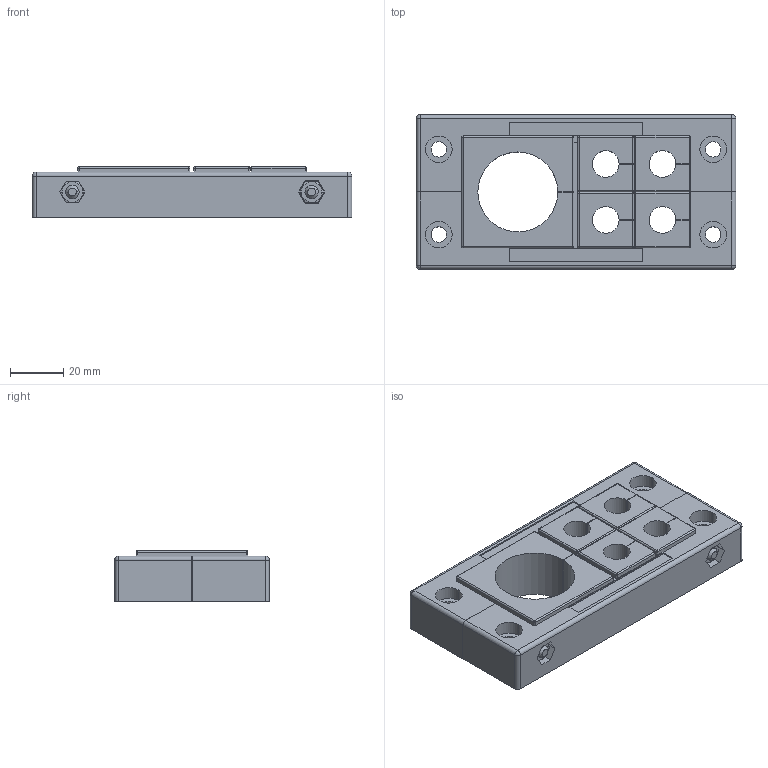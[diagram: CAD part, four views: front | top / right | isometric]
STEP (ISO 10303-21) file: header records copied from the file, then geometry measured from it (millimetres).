
FILE_DESCRIPTION(('STEP AP242'),'1');
FILE_NAME('42165.stp','2020-06-03T12:30:53',('TraceParts'),('TraceParts S.A.'),'Spatial InterOp 3D',' ',' ');
FILE_SCHEMA(('AP242_MANAGED_MODEL_BASED_3D_ENGINEERING_MIM_LF {1 0 10303 442 1 1 4}'));
Length unit declared in the file: millimetre
Products named in the file (1): 42165_1
Bounding box: 120 x 58 x 19 mm (x, y, z)
Volume: 106931 mm3; surface area: 47196.3 mm2
Topology: 11 solids, 11 shells, 346 faces, 834 edges, 500 vertices
Faces by surface type: plane 181, cylinder 117, sphere 24, cone 20, torus 4
Entity records: 9919 total; most frequent: CARTESIAN_POINT 1823, DIRECTION 1726, ORIENTED_EDGE 1620, EDGE_CURVE 810, AXIS2_PLACEMENT_3D 595, LINE 536, VECTOR 536, VERTEX_POINT 500
